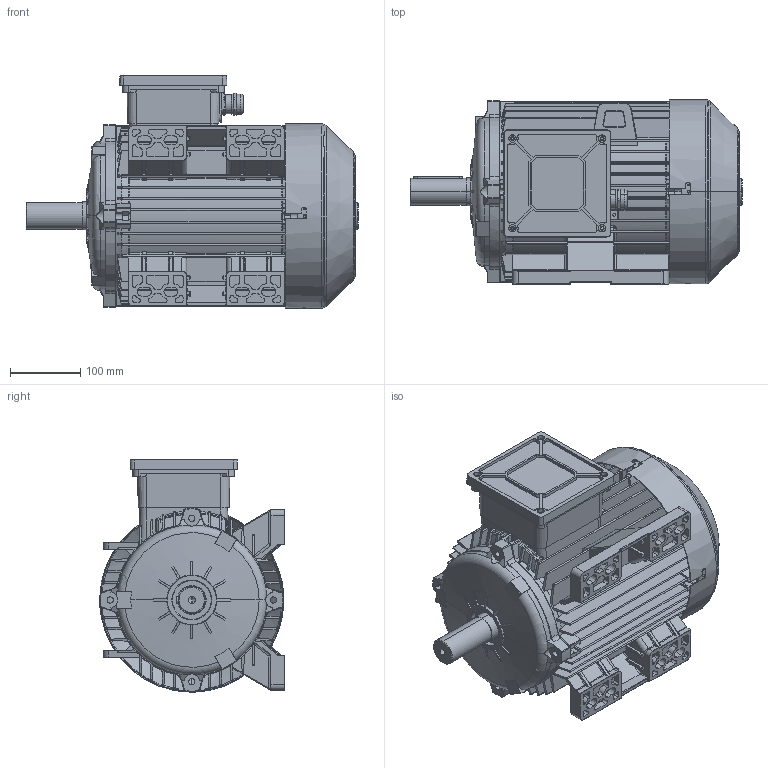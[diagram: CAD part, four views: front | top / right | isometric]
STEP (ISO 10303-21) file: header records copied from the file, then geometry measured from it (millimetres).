
FILE_DESCRIPTION (( 'STEP AP214' ), '1' );
FILE_NAME ('CA132S-B3-IC411-2-4-6-8 POLES-TB RIGHT.STEP', '2024-09-25T09:21:11', ( '' ), ( '' ), 'SwSTEP 2.0', 'SolidWorks 2024', '' );
FILE_SCHEMA (( 'AUTOMOTIVE_DESIGN' ));
Length unit declared in the file: millimetre
Products named in the file (14): Guarnizione scatola-coperchio 132; parallel_din_Parallel key A10 x 8 x 70 DIN 6885; CA132S-B3-IC411-2-4-6-8 POLES-TB RIGHT; Scudo C-FC132 posteriore alto; Guarnizione scatola-motore 132; Carcassa 132SM-B3-laterale; Albero 132M serie autoventilato; Scatola morsetti 132; Tappo M25; Coperchio scatola morsetti 132; Gruppo Coprimorsettiera 132; Copriventola 132S H.100; PRESSACAVO M25; Scudo C132 anteriore
Assembly tree (13 placements, depth 3):
  CA132S-B3-IC411-2-4-6-8 POLES-TB RIGHT
    Albero 132M serie autoventilato
    Scudo C132 anteriore
    parallel_din_Parallel key A10 x 8 x 70 DIN 6885
    Scudo C-FC132 posteriore alto
    Copriventola 132S H.100
    Gruppo Coprimorsettiera 132
      Scatola morsetti 132
      Coperchio scatola morsetti 132
      Guarnizione scatola-motore 132
      PRESSACAVO M25
      Tappo M25
      Guarnizione scatola-coperchio 132
    Carcassa 132SM-B3-laterale
Bounding box: 474 x 263.5 x 331.5 mm (x, y, z)
Volume: 4304916.3 mm3; surface area: 1701728.9 mm2
Topology: 12 solids, 16 shells, 4292 faces, 11666 edges, 7438 vertices
Faces by surface type: plane 1903, cylinder 1132, cone 437, torus 368, bspline 330, sphere 122
Entity records: 152508 total; most frequent: CARTESIAN_POINT 46637, ORIENTED_EDGE 23248, DIRECTION 20626, EDGE_CURVE 11624, VERTEX_POINT 7430, AXIS2_PLACEMENT_3D 7267, VECTOR 6092, LINE 6092
